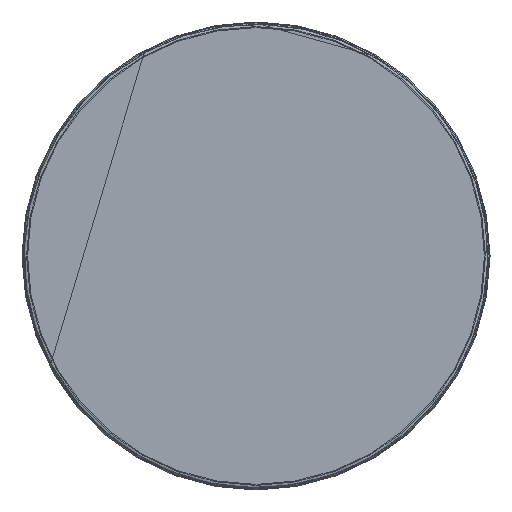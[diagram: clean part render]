
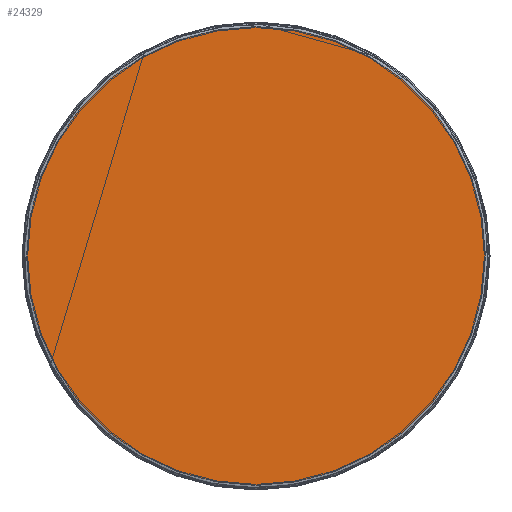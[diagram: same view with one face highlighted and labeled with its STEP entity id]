
A CAD part, front view. The second image highlights one B-rep face of the part: STEP entity #24329.
In plain terms, the highlighted face is planar.
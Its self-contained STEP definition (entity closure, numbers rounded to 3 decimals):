
#24298=CARTESIAN_POINT('',(495.,152.,0.));
#24299=VERTEX_POINT('',#24298);
#24300=CARTESIAN_POINT('',(0.,152.,0.0));
#24301=DIRECTION('',(0.0,-1.0,0.0));
#24302=DIRECTION('',(-1.0,0.0,0.0));
#24303=AXIS2_PLACEMENT_3D('',#24300,#24301,#24302);
#24304=CIRCLE('',#24303,495.0);
#24305=EDGE_CURVE('',#24299,#24299,#24304,.T.);
#24321=CARTESIAN_POINT('',(252.5,152.,0.0));
#24322=DIRECTION('',(0.0,1.0,0.0));
#24323=DIRECTION('',(0.0,0.0,1.0));
#24324=AXIS2_PLACEMENT_3D('',#24321,#24322,#24323);
#24325=PLANE('',#24324);
#24326=ORIENTED_EDGE('',*,*,#24305,.F.);
#24327=EDGE_LOOP('',(#24326));
#24328=FACE_OUTER_BOUND('',#24327,.T.);
#24329=ADVANCED_FACE('',(#24328),#24325,.T.);
